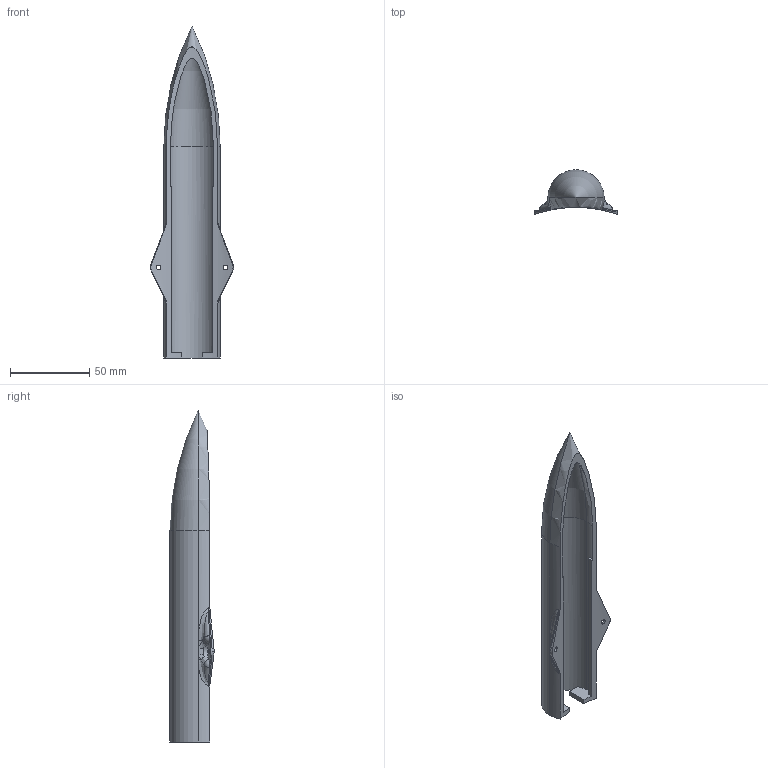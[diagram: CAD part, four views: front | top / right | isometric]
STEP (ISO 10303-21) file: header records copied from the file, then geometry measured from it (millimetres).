
FILE_DESCRIPTION (( 'STEP AP214' ), '1' );
FILE_NAME ('GPS Pod Mk2 Central Cover.STEP', '2024-02-06T19:09:41', ( '' ), ( '' ), 'SwSTEP 2.0', 'SolidWorks 2023', '' );
FILE_SCHEMA (( 'AUTOMOTIVE_DESIGN' ));
Length unit declared in the file: inch
Products named in the file (1): GPS Pod Mk2 Central Cover
Bounding box: 52.73 x 27.92 x 209.55 mm (x, y, z)
Volume: 34992.8 mm3; surface area: 28292.2 mm2
Topology: 1 solids, 1 shells, 76 faces, 212 edges, 134 vertices
Faces by surface type: cylinder 31, plane 21, bspline 16, sphere 4, torus 4
Entity records: 3393 total; most frequent: CARTESIAN_POINT 1598, ORIENTED_EDGE 416, DIRECTION 320, EDGE_CURVE 208, VERTEX_POINT 134, AXIS2_PLACEMENT_3D 126, EDGE_LOOP 80, FACE_OUTER_BOUND 76
